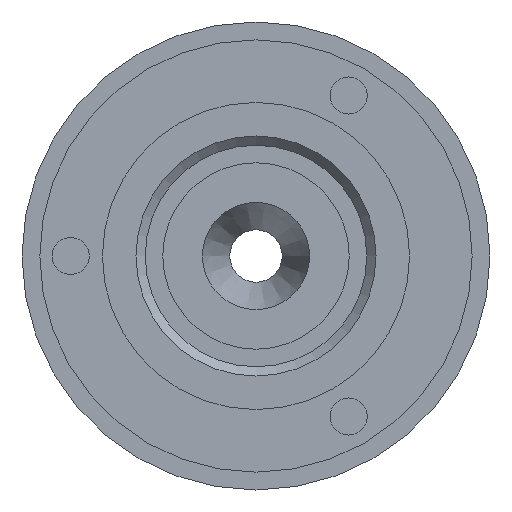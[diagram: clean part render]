
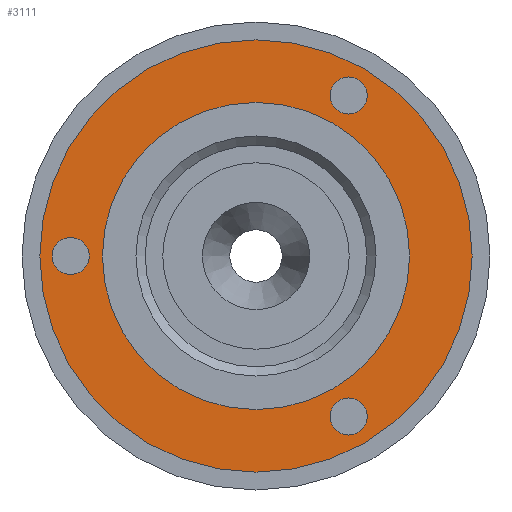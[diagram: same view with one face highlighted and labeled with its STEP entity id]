
A CAD part, front view. The second image highlights one B-rep face of the part: STEP entity #3111.
In plain terms, the highlighted planar face has unit normal (0, -1, 0).
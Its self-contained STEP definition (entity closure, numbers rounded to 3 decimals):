
#89=FACE_BOUND($,#776,.T.);
#90=FACE_BOUND($,#777,.T.);
#91=FACE_BOUND($,#778,.T.);
#92=FACE_BOUND($,#779,.T.);
#93=FACE_BOUND($,#780,.T.);
#155=CIRCLE($,#3143,4.);
#164=CIRCLE($,#3158,4.);
#180=CIRCLE($,#3191,4.);
#253=CIRCLE($,#3395,46.65);
#254=CIRCLE($,#3397,33.15);
#776=EDGE_LOOP($,(#2723));
#777=EDGE_LOOP($,(#2724));
#778=EDGE_LOOP($,(#2725));
#779=EDGE_LOOP($,(#2726));
#780=EDGE_LOOP($,(#2727));
#1232=VERTEX_POINT($,#4308);
#1243=VERTEX_POINT($,#4362);
#1267=VERTEX_POINT($,#4465);
#1487=VERTEX_POINT($,#6392);
#1488=VERTEX_POINT($,#6395);
#1538=EDGE_CURVE($,#1232,#1232,#155,.T.);
#1551=EDGE_CURVE($,#1243,#1243,#164,.T.);
#1589=EDGE_CURVE($,#1267,#1267,#180,.T.);
#1899=EDGE_CURVE($,#1487,#1487,#253,.T.);
#1900=EDGE_CURVE($,#1488,#1488,#254,.T.);
#2723=ORIENTED_EDGE($,*,*,#1538,.T.);
#2724=ORIENTED_EDGE($,*,*,#1551,.T.);
#2725=ORIENTED_EDGE($,*,*,#1589,.T.);
#2726=ORIENTED_EDGE($,*,*,#1899,.T.);
#2727=ORIENTED_EDGE($,*,*,#1900,.F.);
#2846=PLANE($,#3396);
#3111=ADVANCED_FACE($,(#89,#90,#91,#92,#93),#2846,.T.);
#3143=AXIS2_PLACEMENT_3D($,#4309,#3492,#3493);
#3158=AXIS2_PLACEMENT_3D($,#4363,#3524,#3525);
#3191=AXIS2_PLACEMENT_3D($,#4466,#3610,#3611);
#3395=AXIS2_PLACEMENT_3D($,#6393,#4161,#4162);
#3396=AXIS2_PLACEMENT_3D($,#6394,#4163,#4164);
#3397=AXIS2_PLACEMENT_3D($,#6396,#4165,#4166);
#3492=DIRECTION('center_axis',(0.,1.,0.));
#3493=DIRECTION('ref_axis',(0.5,0.,-0.866));
#3524=DIRECTION('center_axis',(0.,1.,0.));
#3525=DIRECTION('ref_axis',(0.5,0.,0.866));
#3610=DIRECTION('center_axis',(0.,1.,0.));
#3611=DIRECTION('ref_axis',(-1.,0.,0.));
#4161=DIRECTION('center_axis',(0.,-1.,0.));
#4162=DIRECTION('ref_axis',(1.,0.,0.));
#4163=DIRECTION('center_axis',(0.,-1.,0.));
#4164=DIRECTION('ref_axis',(0.,0.,-1.));
#4165=DIRECTION('center_axis',(0.,-1.,0.));
#4166=DIRECTION('ref_axis',(1.,0.,0.));
#4308=CARTESIAN_POINT('',(18.,-103.179,-31.177));
#4309=CARTESIAN_POINT('Origin',(20.,-103.179,-34.641));
#4362=CARTESIAN_POINT('',(18.,-103.179,31.177));
#4363=CARTESIAN_POINT('Origin',(20.,-103.179,34.641));
#4465=CARTESIAN_POINT('',(-36.,-103.179,0.));
#4466=CARTESIAN_POINT('Origin',(-40.,-103.179,0.));
#6392=CARTESIAN_POINT('',(46.65,-103.179,0.));
#6393=CARTESIAN_POINT('Origin',(0.,-103.179,
0.));
#6394=CARTESIAN_POINT('Origin',(33.15,-103.179,0.));
#6395=CARTESIAN_POINT('',(33.15,-103.179,0.));
#6396=CARTESIAN_POINT('Origin',(0.,-103.179,
0.));
